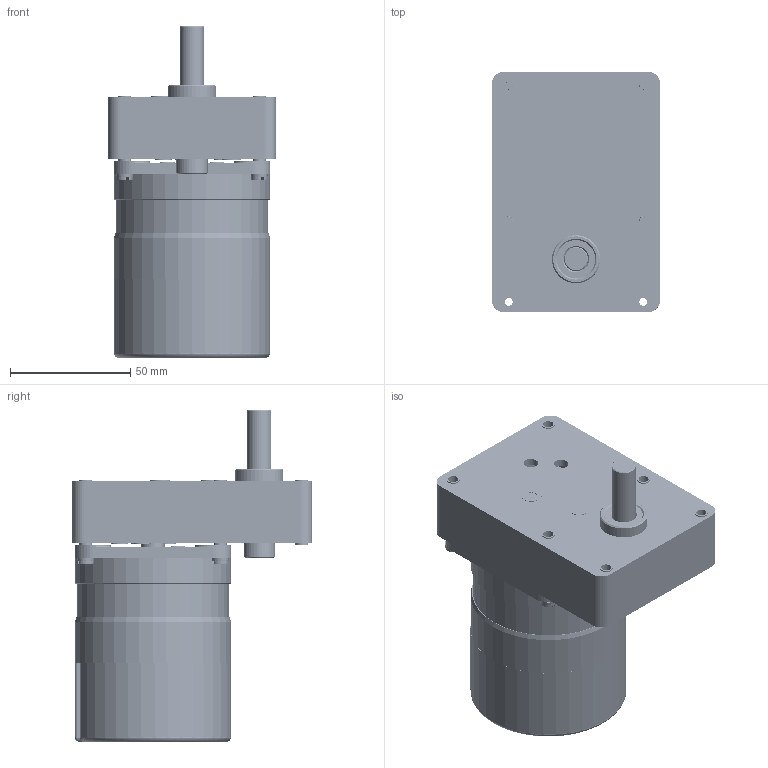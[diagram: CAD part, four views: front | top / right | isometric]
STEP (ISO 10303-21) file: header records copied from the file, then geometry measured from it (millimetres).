
FILE_DESCRIPTION(/* description */ (''),/* implementation_level */ '2;1');
FILE_NAME(/* name */ 'ASM26_KK_FG20.stp',/* time_stamp */ '2017-03-02T08:53:23+01:00',/* author */ ('Zeichen-PC'),/* organization */ (''),/* preprocessor_version */ 'ST-DEVELOPER v16.5',/* originating_system */ 'Autodesk Inventor 2017',/* authorisation */ '');
FILE_SCHEMA (('AUTOMOTIVE_DESIGN { 1 0 10303 214 3 1 1 }'));
Length unit declared in the file: millimetre
Products named in the file (16): ASM26_KK_FG20; AFG-20rund; FG-Abtriebsseite20_fürAbdeckungBlau; FG-Abtriebsseite20_fürAbdeckungBlau-Vorderseite; FG-Gehaeusedeckel20_Blau; AbtreibWelleFG20rund_D10mm; FG-Abstandhalter; ISO 1207 - M4 x 20; 500-ASM24-KK; Motorflansch-A-Metall; MotorflanschB2; 5010-Welle5mm50; ISO 4035 - M4; Statorpaket_ZG-500210-Rev1_2-20; Statorblech_ZG-500210_BlechEinzel; 5008-KKS-Kunststoff
Assembly tree (55 placements, depth 4):
  ASM26_KK_FG20
    AFG-20rund
      FG-Abtriebsseite20_fürAbdeckungBlau
      FG-Abstandhalter  x6
      FG-Abtriebsseite20_fürAbdeckungBlau-Vorderseite
      FG-Gehaeusedeckel20_Blau
      AbtreibWelleFG20rund_D10mm
    ISO 1207 - M4 x 20  x4
    500-ASM24-KK
      Motorflansch-A-Metall
      MotorflanschB2
      5010-Welle5mm50
      ISO 4035 - M4  x4
      Statorpaket_ZG-500210-Rev1_2-20
        Statorblech_ZG-500210_BlechEinzel  x30
      5008-KKS-Kunststoff
Bounding box: 70 x 100 x 138.2 mm (x, y, z)
Volume: 161891.7 mm3; surface area: 190078.5 mm2
Topology: 52 solids, 52 shells, 4687 faces, 11986 edges, 7964 vertices
Faces by surface type: cylinder 2848, plane 1758, cone 56, torus 21, bspline 4
Full cylindrical faces by diameter (mm): 1.6 x480, 2.459 x2, 3.242 x11, 3.571 x4, 4 x4, 4.1 x240, 4.2 x16, 4.4 x4, 4.5 x5, 4.839 x12, 5 x15, 5.391 x12, 5.5 x1, 6 x3, 6.5 x1, 7 x3, 8 x9, 8.3 x2, 8.5 x7, 10 x7, 11 x1, 12 x1, 13 x1, 15 x4, 15.5 x1, 16 x2, 20 x1, 59 x2, 61 x2, 63 x32
Entity records: 14710 total; most frequent: DIRECTION 2586, CARTESIAN_POINT 2548, ORIENTED_EDGE 1976, AXIS2_PLACEMENT_3D 1074, EDGE_CURVE 988, EDGE_LOOP 804, VERTEX_POINT 732, FACE_OUTER_BOUND 495
